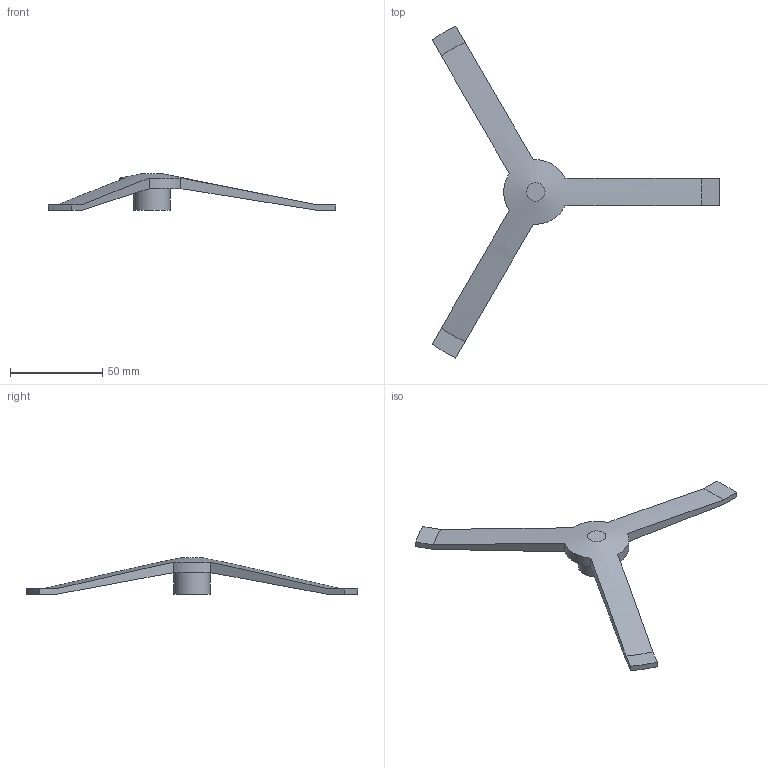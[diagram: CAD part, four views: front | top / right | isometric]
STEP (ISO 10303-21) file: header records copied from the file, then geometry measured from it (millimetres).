
FILE_DESCRIPTION(('Open CASCADE Model'),'2;1');
FILE_NAME('Open CASCADE Shape Model','2026-02-09T16:21:20',('Author'),( 'Open CASCADE'),'Open CASCADE STEP processor 7.8','Open CASCADE 7.8' ,'Unknown');
FILE_SCHEMA(('AUTOMOTIVE_DESIGN { 1 0 10303 214 1 1 1 1 }'));
Length unit declared in the file: millimetre
Products named in the file (1): Open CASCADE STEP translator 7.8 1
Bounding box: 156.32 x 180.22 x 20 mm (x, y, z)
Volume: 25616.2 mm3; surface area: 12958 mm2
Topology: 1 solids, 1 shells, 23 faces, 62 edges, 41 vertices
Faces by surface type: plane 14, cylinder 7, cone 2
Full cylindrical faces by diameter (mm): 20 x1
Entity records: 1886 total; most frequent: CARTESIAN_POINT 779, DIRECTION 172, ORIENTED_EDGE 124, PCURVE 124, DEFINITIONAL_REPRESENTATION 124, B_SPLINE_CURVE_WITH_KNOTS 78, EDGE_CURVE 62, SURFACE_CURVE 59
